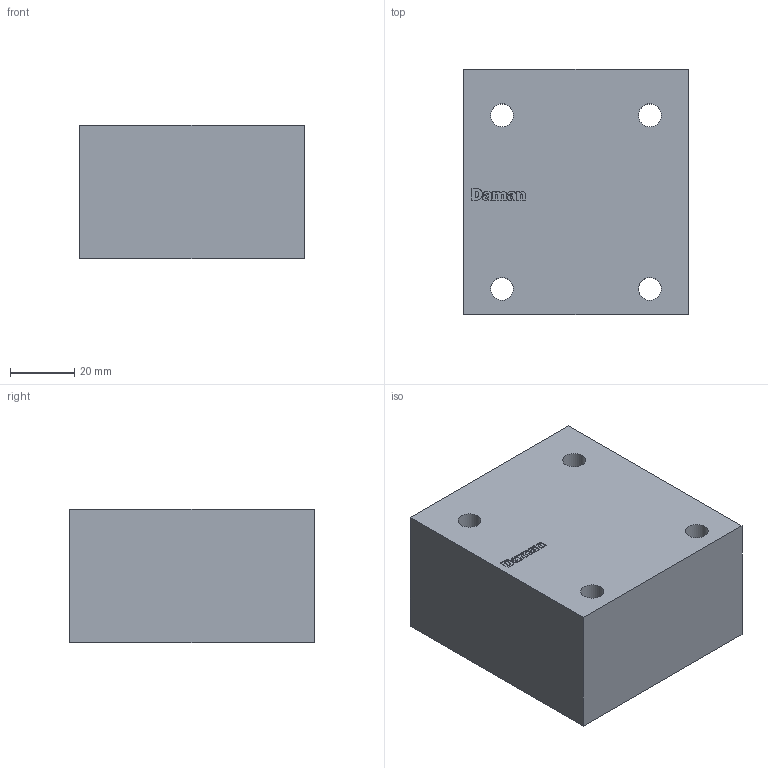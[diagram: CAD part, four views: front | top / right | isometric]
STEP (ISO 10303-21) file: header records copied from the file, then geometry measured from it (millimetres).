
FILE_DESCRIPTION( ( 'STEP AP214' ), ' ' );
FILE_NAME( 'AD05COPB.stp', '2018-07-01T13:35:23', ( '' ), ( '' ), ' ', 'PARTsolutions', ' ' );
FILE_SCHEMA( ( 'AUTOMOTIVE_DESIGN { 1 0 10303 214 1 1 1 1 }' ) );
Length unit declared in the file: inch
Products named in the file (1): _AD05COPB
Bounding box: 69.85 x 76.2 x 41.4 mm (x, y, z)
Volume: 208097.9 mm3; surface area: 27932.9 mm2
Topology: 1 solids, 1 shells, 138 faces, 374 edges, 251 vertices
Faces by surface type: plane 85, cylinder 48, cone 5
Full cylindrical faces by diameter (mm): 7.137 x4, 11.125 x5, 15.875 x5
Entity records: 5280 total; most frequent: CARTESIAN_POINT 720, DIRECTION 714, ORIENTED_EDGE 680, EDGE_CURVE 340, LINE 244, VECTOR 244, VERTEX_POINT 241, AXIS2_PLACEMENT_3D 235
